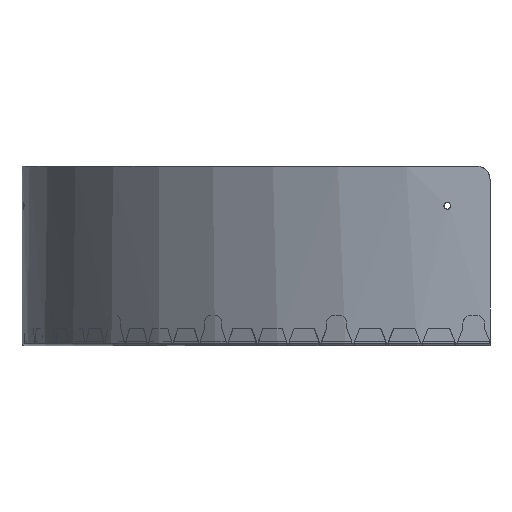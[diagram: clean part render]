
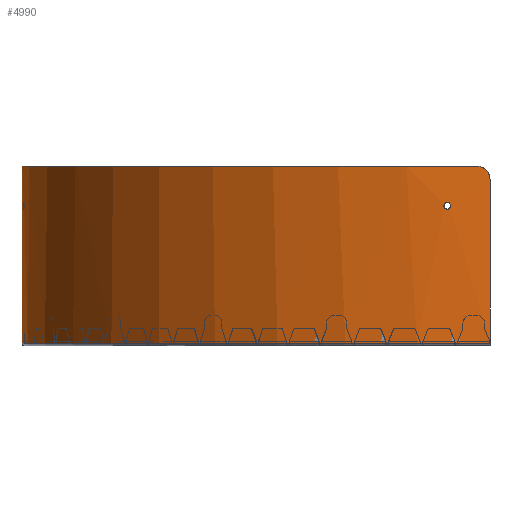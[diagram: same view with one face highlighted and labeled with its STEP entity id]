
A CAD part, left-side view. The second image highlights one B-rep face of the part: STEP entity #4990.
In plain terms, the highlighted cylindrical face has radius 177.19 mm (diameter 354.38 mm), a partial arc.
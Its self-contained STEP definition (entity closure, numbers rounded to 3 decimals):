
#19=FACE_BOUND('',#851,.T.);
#20=FACE_BOUND('',#852,.T.);
#24=B_SPLINE_CURVE_WITH_KNOTS('',3,(#8332,#8333,#8334,#8335,#8336,#8337),
 .UNSPECIFIED.,.F.,.F.,(4,1,1,4),(-0.785,-0.112,
0.337,0.785),.UNSPECIFIED.);
#25=B_SPLINE_CURVE_WITH_KNOTS('',3,(#8346,#8347,#8348,#8349,#8350,#8351),
 .UNSPECIFIED.,.F.,.F.,(4,1,1,4),(-0.785,-0.112,
0.337,0.785),.UNSPECIFIED.);
#26=B_SPLINE_CURVE_WITH_KNOTS('',3,(#8354,#8355,#8356,#8357,#8358,#8359,
#8360,#8361,#8362,#8363,#8364,#8365,#8366,#8367,#8368,#8369,#8370,#8371,
#8372,#8373,#8374,#8375),.UNSPECIFIED.,.T.,.F.,(4,3,3,3,3,3,3,4),(-3.142,
-2.244,-1.346,-0.449,0.449,
1.346,2.244,3.142),.UNSPECIFIED.);
#27=B_SPLINE_CURVE_WITH_KNOTS('',3,(#8377,#8378,#8379,#8380,#8381,#8382,
#8383,#8384,#8385,#8386,#8387,#8388,#8389,#8390,#8391,#8392,#8393,#8394,
#8395,#8396,#8397,#8398),.UNSPECIFIED.,.T.,.F.,(4,3,3,3,3,3,3,4),(-3.142,
-2.244,-1.346,-0.449,0.449,
1.346,2.244,3.142),.UNSPECIFIED.);
#552=FACE_OUTER_BOUND('',#850,.T.);
#850=EDGE_LOOP('',(#4585,#4586,#4587,#4588,#4589,#4590));
#851=EDGE_LOOP('',(#4591));
#852=EDGE_LOOP('',(#4592));
#1389=LINE('',#8340,#1923);
#1391=LINE('',#8352,#1925);
#1923=VECTOR('',#6892,62.);
#1925=VECTOR('',#6898,62.);
#2083=CIRCLE('',#5438,177.19);
#2089=CIRCLE('',#5452,177.19);
#2482=VERTEX_POINT('',#8258);
#2487=VERTEX_POINT('',#8271);
#2493=VERTEX_POINT('',#8329);
#2494=VERTEX_POINT('',#8331);
#2495=VERTEX_POINT('',#8343);
#2496=VERTEX_POINT('',#8345);
#2497=VERTEX_POINT('',#8353);
#2498=VERTEX_POINT('',#8376);
#3179=EDGE_CURVE('',#2487,#2482,#2083,.T.);
#3191=EDGE_CURVE('',#2493,#2494,#24,.T.);
#3193=EDGE_CURVE('',#2482,#2494,#1389,.T.);
#3195=EDGE_CURVE('',#2495,#2493,#2089,.T.);
#3196=EDGE_CURVE('',#2496,#2495,#25,.T.);
#3197=EDGE_CURVE('',#2487,#2496,#1391,.T.);
#3198=EDGE_CURVE('',#2497,#2497,#26,.T.);
#3199=EDGE_CURVE('',#2498,#2498,#27,.T.);
#4585=ORIENTED_EDGE('',*,*,#3191,.F.);
#4586=ORIENTED_EDGE('',*,*,#3195,.F.);
#4587=ORIENTED_EDGE('',*,*,#3196,.F.);
#4588=ORIENTED_EDGE('',*,*,#3197,.F.);
#4589=ORIENTED_EDGE('',*,*,#3179,.T.);
#4590=ORIENTED_EDGE('',*,*,#3193,.T.);
#4591=ORIENTED_EDGE('',*,*,#3198,.T.);
#4592=ORIENTED_EDGE('',*,*,#3199,.T.);
#4697=CYLINDRICAL_SURFACE('',#5451,177.19);
#4990=ADVANCED_FACE('',(#552,#19,#20),#4697,.T.);
#5438=AXIS2_PLACEMENT_3D('',#8274,#6860,#6861);
#5451=AXIS2_PLACEMENT_3D('',#8342,#6894,#6895);
#5452=AXIS2_PLACEMENT_3D('',#8344,#6896,#6897);
#6860=DIRECTION('center_axis',(0.,0.,1.));
#6861=DIRECTION('ref_axis',(0.,1.,0.));
#6892=DIRECTION('',(0.,0.,1.));
#6894=DIRECTION('center_axis',(0.,0.,1.));
#6895=DIRECTION('ref_axis',(-1.,0.,0.));
#6896=DIRECTION('center_axis',(0.,0.,1.));
#6897=DIRECTION('ref_axis',(-0.028,1.,0.));
#6898=DIRECTION('',(0.,0.,1.));
#8258=CARTESIAN_POINT('',(-177.19,0.,0.));
#8271=CARTESIAN_POINT('',(0.,177.19,0.));
#8274=CARTESIAN_POINT('Origin',(0.,0.,0.));
#8329=CARTESIAN_POINT('',(-177.119,5.007,67.));
#8331=CARTESIAN_POINT('',(-177.19,0.,62.));
#8332=CARTESIAN_POINT('Ctrl Pts',(-177.119,5.007,67.));
#8333=CARTESIAN_POINT('Ctrl Pts',(-177.151,3.884,67.));
#8334=CARTESIAN_POINT('Ctrl Pts',(-177.183,2.018,66.344));
#8335=CARTESIAN_POINT('Ctrl Pts',(-177.19,0.343,64.241));
#8336=CARTESIAN_POINT('Ctrl Pts',(-177.19,0.,62.748));
#8337=CARTESIAN_POINT('Ctrl Pts',(-177.19,0.,62.));
#8340=CARTESIAN_POINT('',(-177.19,0.,0.));
#8342=CARTESIAN_POINT('Origin',(0.,0.,67.));
#8343=CARTESIAN_POINT('',(-5.007,177.119,67.));
#8344=CARTESIAN_POINT('Origin',(0.,0.,67.));
#8345=CARTESIAN_POINT('',(0.,177.19,62.));
#8346=CARTESIAN_POINT('Ctrl Pts',(0.,177.19,62.));
#8347=CARTESIAN_POINT('Ctrl Pts',(0.,177.19,63.122));
#8348=CARTESIAN_POINT('Ctrl Pts',(-0.657,177.192,64.985));
#8349=CARTESIAN_POINT('Ctrl Pts',(-2.763,177.173,66.658));
#8350=CARTESIAN_POINT('Ctrl Pts',(-4.258,177.14,67.));
#8351=CARTESIAN_POINT('Ctrl Pts',(-5.007,177.119,67.));
#8352=CARTESIAN_POINT('',(0.,177.19,0.));
#8353=CARTESIAN_POINT('',(-17.449,176.329,52.));
#8354=CARTESIAN_POINT('Ctrl Pts',(-17.45,176.328,52.));
#8355=CARTESIAN_POINT('Ctrl Pts',(-17.45,176.328,51.627));
#8356=CARTESIAN_POINT('Ctrl Pts',(-17.271,176.346,51.255));
#8357=CARTESIAN_POINT('Ctrl Pts',(-16.981,176.374,51.022));
#8358=CARTESIAN_POINT('Ctrl Pts',(-16.69,176.402,50.789));
#8359=CARTESIAN_POINT('Ctrl Pts',(-16.287,176.44,50.696));
#8360=CARTESIAN_POINT('Ctrl Pts',(-15.925,176.473,50.779));
#8361=CARTESIAN_POINT('Ctrl Pts',(-15.563,176.506,50.862));
#8362=CARTESIAN_POINT('Ctrl Pts',(-15.241,176.533,51.121));
#8363=CARTESIAN_POINT('Ctrl Pts',(-15.079,176.547,51.457));
#8364=CARTESIAN_POINT('Ctrl Pts',(-14.917,176.561,51.794));
#8365=CARTESIAN_POINT('Ctrl Pts',(-14.916,176.561,52.208));
#8366=CARTESIAN_POINT('Ctrl Pts',(-15.077,176.547,52.543));
#8367=CARTESIAN_POINT('Ctrl Pts',(-15.239,176.533,52.879));
#8368=CARTESIAN_POINT('Ctrl Pts',(-15.562,176.506,53.136));
#8369=CARTESIAN_POINT('Ctrl Pts',(-15.925,176.473,53.219));
#8370=CARTESIAN_POINT('Ctrl Pts',(-16.288,176.44,53.302));
#8371=CARTESIAN_POINT('Ctrl Pts',(-16.69,176.402,53.212));
#8372=CARTESIAN_POINT('Ctrl Pts',(-16.981,176.374,52.979));
#8373=CARTESIAN_POINT('Ctrl Pts',(-17.271,176.346,52.747));
#8374=CARTESIAN_POINT('Ctrl Pts',(-17.45,176.328,52.373));
#8375=CARTESIAN_POINT('Ctrl Pts',(-17.45,176.328,52.));
#8376=CARTESIAN_POINT('',(-176.558,14.956,52.));
#8377=CARTESIAN_POINT('Ctrl Pts',(-176.558,14.955,52.));
#8378=CARTESIAN_POINT('Ctrl Pts',(-176.558,14.955,51.627));
#8379=CARTESIAN_POINT('Ctrl Pts',(-176.543,15.134,51.255));
#8380=CARTESIAN_POINT('Ctrl Pts',(-176.517,15.425,51.022));
#8381=CARTESIAN_POINT('Ctrl Pts',(-176.492,15.716,50.789));
#8382=CARTESIAN_POINT('Ctrl Pts',(-176.456,16.119,50.696));
#8383=CARTESIAN_POINT('Ctrl Pts',(-176.422,16.481,50.779));
#8384=CARTESIAN_POINT('Ctrl Pts',(-176.388,16.843,50.862));
#8385=CARTESIAN_POINT('Ctrl Pts',(-176.356,17.165,51.121));
#8386=CARTESIAN_POINT('Ctrl Pts',(-176.341,17.326,51.457));
#8387=CARTESIAN_POINT('Ctrl Pts',(-176.325,17.488,51.794));
#8388=CARTESIAN_POINT('Ctrl Pts',(-176.325,17.489,52.208));
#8389=CARTESIAN_POINT('Ctrl Pts',(-176.34,17.328,52.543));
#8390=CARTESIAN_POINT('Ctrl Pts',(-176.356,17.167,52.879));
#8391=CARTESIAN_POINT('Ctrl Pts',(-176.388,16.843,53.136));
#8392=CARTESIAN_POINT('Ctrl Pts',(-176.422,16.481,53.219));
#8393=CARTESIAN_POINT('Ctrl Pts',(-176.456,16.118,53.302));
#8394=CARTESIAN_POINT('Ctrl Pts',(-176.492,15.716,53.212));
#8395=CARTESIAN_POINT('Ctrl Pts',(-176.517,15.425,52.979));
#8396=CARTESIAN_POINT('Ctrl Pts',(-176.543,15.134,52.747));
#8397=CARTESIAN_POINT('Ctrl Pts',(-176.558,14.955,52.373));
#8398=CARTESIAN_POINT('Ctrl Pts',(-176.558,14.955,52.));
